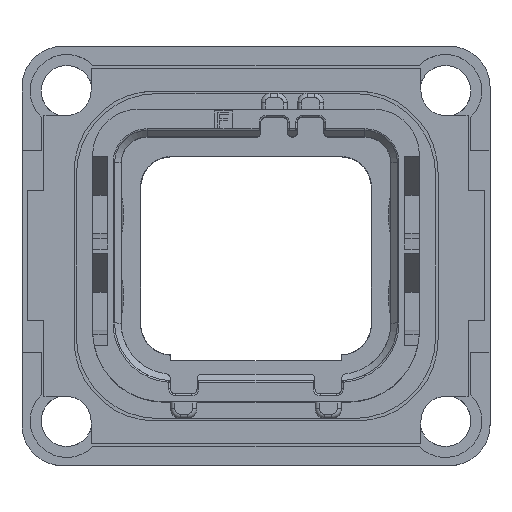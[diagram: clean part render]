
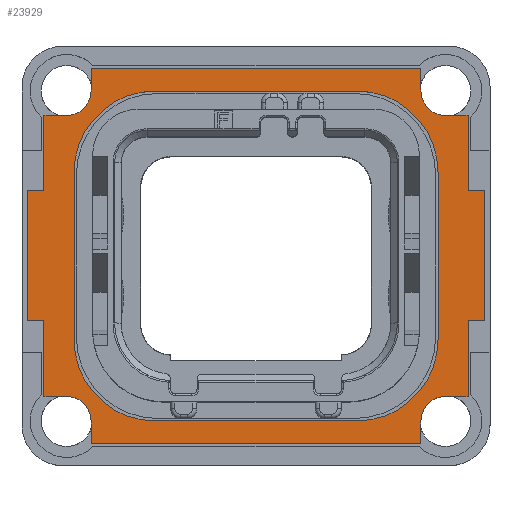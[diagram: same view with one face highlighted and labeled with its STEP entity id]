
A CAD part, top view. The second image highlights one B-rep face of the part: STEP entity #23929.
In plain terms, the highlighted planar face has unit normal (0, 0, 1).
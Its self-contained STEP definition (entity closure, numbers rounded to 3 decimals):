
#685=DIRECTION('',(0.,-1.,0.));
#686=VECTOR('',#685,4.65);
#687=CARTESIAN_POINT('',(-13.05,-4.,2.31));
#688=LINE('',#687,#686);
#689=DIRECTION('',(1.,0.,0.));
#690=VECTOR('',#689,1.);
#691=CARTESIAN_POINT('',(-14.05,-4.,2.31));
#692=LINE('',#691,#690);
#693=DIRECTION('',(0.,-1.,0.));
#694=VECTOR('',#693,8.);
#695=CARTESIAN_POINT('',(-14.05,4.,2.31));
#696=LINE('',#695,#694);
#697=DIRECTION('',(-1.,0.,0.));
#698=VECTOR('',#697,1.);
#699=CARTESIAN_POINT('',(-13.05,4.,2.31));
#700=LINE('',#699,#698);
#701=DIRECTION('',(0.,-1.,0.));
#702=VECTOR('',#701,4.65);
#703=CARTESIAN_POINT('',(-13.05,8.65,2.31));
#704=LINE('',#703,#702);
#705=DIRECTION('',(1.,0.,0.));
#706=VECTOR('',#705,1.4);
#707=CARTESIAN_POINT('',(-13.05,8.65,2.31));
#708=LINE('',#707,#706);
#709=CARTESIAN_POINT('',(-11.65,10.15,2.31));
#710=DIRECTION('',(0.,0.,1.));
#711=DIRECTION('',(0.,-1.,0.));
#712=AXIS2_PLACEMENT_3D('',#709,#710,#711);
#714=DIRECTION('',(0.,-1.,0.));
#715=VECTOR('',#714,1.4);
#716=CARTESIAN_POINT('',(-10.15,11.55,2.31));
#717=LINE('',#716,#715);
#718=DIRECTION('',(-1.,0.,0.));
#719=VECTOR('',#718,20.3);
#720=CARTESIAN_POINT('',(10.15,11.55,2.31));
#721=LINE('',#720,#719);
#722=DIRECTION('',(0.,-1.,0.));
#723=VECTOR('',#722,1.4);
#724=CARTESIAN_POINT('',(10.15,11.55,2.31));
#725=LINE('',#724,#723);
#726=CARTESIAN_POINT('',(11.65,10.15,2.31));
#727=DIRECTION('',(0.,0.,1.));
#728=DIRECTION('',(-1.,0.,0.));
#729=AXIS2_PLACEMENT_3D('',#726,#727,#728);
#731=DIRECTION('',(-1.,0.,0.));
#732=VECTOR('',#731,1.4);
#733=CARTESIAN_POINT('',(13.05,8.65,2.31));
#734=LINE('',#733,#732);
#735=DIRECTION('',(0.,1.,0.));
#736=VECTOR('',#735,4.65);
#737=CARTESIAN_POINT('',(13.05,4.,2.31));
#738=LINE('',#737,#736);
#739=DIRECTION('',(-1.,0.,0.));
#740=VECTOR('',#739,1.);
#741=CARTESIAN_POINT('',(14.05,4.,2.31));
#742=LINE('',#741,#740);
#743=DIRECTION('',(0.,1.,0.));
#744=VECTOR('',#743,8.);
#745=CARTESIAN_POINT('',(14.05,-4.,2.31));
#746=LINE('',#745,#744);
#747=DIRECTION('',(1.,0.,0.));
#748=VECTOR('',#747,1.);
#749=CARTESIAN_POINT('',(13.05,-4.,2.31));
#750=LINE('',#749,#748);
#751=DIRECTION('',(0.,1.,0.));
#752=VECTOR('',#751,4.65);
#753=CARTESIAN_POINT('',(13.05,-8.65,2.31));
#754=LINE('',#753,#752);
#755=DIRECTION('',(-1.,0.,0.));
#756=VECTOR('',#755,1.4);
#757=CARTESIAN_POINT('',(13.05,-8.65,2.31));
#758=LINE('',#757,#756);
#759=CARTESIAN_POINT('',(11.65,-10.15,2.31));
#760=DIRECTION('',(0.,0.,1.));
#761=DIRECTION('',(0.,1.,0.));
#762=AXIS2_PLACEMENT_3D('',#759,#760,#761);
#764=DIRECTION('',(0.,1.,0.));
#765=VECTOR('',#764,1.4);
#766=CARTESIAN_POINT('',(10.15,-11.55,2.31));
#767=LINE('',#766,#765);
#768=DIRECTION('',(1.,0.,0.));
#769=VECTOR('',#768,20.3);
#770=CARTESIAN_POINT('',(-10.15,-11.55,2.31));
#771=LINE('',#770,#769);
#772=DIRECTION('',(0.,1.,0.));
#773=VECTOR('',#772,1.4);
#774=CARTESIAN_POINT('',(-10.15,-11.55,2.31));
#775=LINE('',#774,#773);
#776=CARTESIAN_POINT('',(-11.65,-10.15,2.31));
#777=DIRECTION('',(0.,0.,1.));
#778=DIRECTION('',(1.,0.,0.));
#779=AXIS2_PLACEMENT_3D('',#776,#777,#778);
#781=DIRECTION('',(1.,0.,0.));
#782=VECTOR('',#781,1.4);
#783=CARTESIAN_POINT('',(-13.05,-8.65,2.31));
#784=LINE('',#783,#782);
#785=DIRECTION('',(0.,-1.,0.));
#786=VECTOR('',#785,10.3);
#787=CARTESIAN_POINT('',(11.2,5.15,2.31));
#788=LINE('',#787,#786);
#789=DIRECTION('',(1.,0.,0.));
#790=VECTOR('',#789,12.4);
#791=CARTESIAN_POINT('',(-6.2,10.15,2.31));
#792=LINE('',#791,#790);
#793=DIRECTION('',(0.,1.,0.));
#794=VECTOR('',#793,10.3);
#795=CARTESIAN_POINT('',(-11.2,-5.15,2.31));
#796=LINE('',#795,#794);
#797=DIRECTION('',(-1.,0.,0.));
#798=VECTOR('',#797,12.4);
#799=CARTESIAN_POINT('',(6.2,-10.15,2.31));
#800=LINE('',#799,#798);
#905=CARTESIAN_POINT('',(-6.2,-5.15,2.31));
#906=DIRECTION('',(0.,0.,-1.));
#907=DIRECTION('',(0.,-1.,0.));
#908=AXIS2_PLACEMENT_3D('',#905,#906,#907);
#918=CARTESIAN_POINT('',(6.2,-5.15,2.31));
#919=DIRECTION('',(0.,0.,-1.));
#920=DIRECTION('',(1.,0.,0.));
#921=AXIS2_PLACEMENT_3D('',#918,#919,#920);
#923=CARTESIAN_POINT('',(-6.2,5.15,2.31));
#924=DIRECTION('',(0.,0.,-1.));
#925=DIRECTION('',(-1.,0.,0.));
#926=AXIS2_PLACEMENT_3D('',#923,#924,#925);
#936=CARTESIAN_POINT('',(6.2,5.15,2.31));
#937=DIRECTION('',(0.,0.,-1.));
#938=DIRECTION('',(0.,1.,0.));
#939=AXIS2_PLACEMENT_3D('',#936,#937,#938);
#22724=CARTESIAN_POINT('',(-11.2,-5.15,2.31));
#22725=CARTESIAN_POINT('',(-11.2,5.15,2.31));
#22726=VERTEX_POINT('',#22724);
#22727=VERTEX_POINT('',#22725);
#22728=CARTESIAN_POINT('',(-6.2,10.15,2.31));
#22729=CARTESIAN_POINT('',(6.2,10.15,2.31));
#22730=VERTEX_POINT('',#22728);
#22731=VERTEX_POINT('',#22729);
#22732=CARTESIAN_POINT('',(11.2,5.15,2.31));
#22733=CARTESIAN_POINT('',(11.2,-5.15,2.31));
#22734=VERTEX_POINT('',#22732);
#22735=VERTEX_POINT('',#22733);
#22736=CARTESIAN_POINT('',(6.2,-10.15,2.31));
#22737=CARTESIAN_POINT('',(-6.2,-10.15,2.31));
#22738=VERTEX_POINT('',#22736);
#22739=VERTEX_POINT('',#22737);
#22756=CARTESIAN_POINT('',(10.15,10.15,2.31));
#22757=CARTESIAN_POINT('',(11.65,8.65,2.31));
#22758=VERTEX_POINT('',#22756);
#22759=VERTEX_POINT('',#22757);
#22760=CARTESIAN_POINT('',(13.05,8.65,2.31));
#22761=VERTEX_POINT('',#22760);
#22762=CARTESIAN_POINT('',(10.15,11.55,2.31));
#22763=VERTEX_POINT('',#22762);
#22764=CARTESIAN_POINT('',(11.65,-8.65,2.31));
#22765=CARTESIAN_POINT('',(10.15,-10.15,2.31));
#22766=VERTEX_POINT('',#22764);
#22767=VERTEX_POINT('',#22765);
#22768=CARTESIAN_POINT('',(10.15,-11.55,2.31));
#22769=VERTEX_POINT('',#22768);
#22770=CARTESIAN_POINT('',(13.05,-8.65,2.31));
#22771=VERTEX_POINT('',#22770);
#22772=CARTESIAN_POINT('',(-10.15,-10.15,2.31));
#22773=CARTESIAN_POINT('',(-11.65,-8.65,2.31));
#22774=VERTEX_POINT('',#22772);
#22775=VERTEX_POINT('',#22773);
#22776=CARTESIAN_POINT('',(-13.05,-8.65,2.31));
#22777=VERTEX_POINT('',#22776);
#22778=CARTESIAN_POINT('',(-10.15,-11.55,2.31));
#22779=VERTEX_POINT('',#22778);
#22780=CARTESIAN_POINT('',(-10.15,11.55,2.31));
#22781=CARTESIAN_POINT('',(-10.15,10.15,2.31));
#22782=VERTEX_POINT('',#22780);
#22783=VERTEX_POINT('',#22781);
#22784=CARTESIAN_POINT('',(-13.05,8.65,2.31));
#22785=CARTESIAN_POINT('',(-11.65,8.65,2.31));
#22786=VERTEX_POINT('',#22784);
#22787=VERTEX_POINT('',#22785);
#22788=CARTESIAN_POINT('',(14.05,-4.,2.31));
#22789=CARTESIAN_POINT('',(14.05,4.,2.31));
#22790=VERTEX_POINT('',#22788);
#22791=VERTEX_POINT('',#22789);
#22792=CARTESIAN_POINT('',(-14.05,4.,2.31));
#22793=CARTESIAN_POINT('',(-14.05,-4.,2.31));
#22794=VERTEX_POINT('',#22792);
#22795=VERTEX_POINT('',#22793);
#22796=CARTESIAN_POINT('',(13.05,-4.,2.31));
#22797=VERTEX_POINT('',#22796);
#22798=CARTESIAN_POINT('',(13.05,4.,2.31));
#22799=VERTEX_POINT('',#22798);
#22800=CARTESIAN_POINT('',(-13.05,4.,2.31));
#22801=VERTEX_POINT('',#22800);
#22802=CARTESIAN_POINT('',(-13.05,-4.,2.31));
#22803=VERTEX_POINT('',#22802);
#23876=CARTESIAN_POINT('',(0.,0.,2.31));
#23877=DIRECTION('',(0.,0.,1.));
#23878=DIRECTION('',(1.,0.,0.));
#23879=AXIS2_PLACEMENT_3D('',#23876,#23877,#23878);
#23880=PLANE('',#23879);
#23881=ORIENTED_EDGE('',*,*,#23500,.F.);
#23882=ORIENTED_EDGE('',*,*,#23514,.F.);
#23883=ORIENTED_EDGE('',*,*,#23528,.F.);
#23884=ORIENTED_EDGE('',*,*,#23542,.F.);
#23885=ORIENTED_EDGE('',*,*,#23556,.F.);
#23886=ORIENTED_EDGE('',*,*,#23572,.T.);
#23888=ORIENTED_EDGE('',*,*,#23887,.T.);
#23889=ORIENTED_EDGE('',*,*,#23631,.F.);
#23890=ORIENTED_EDGE('',*,*,#23647,.F.);
#23891=ORIENTED_EDGE('',*,*,#23663,.T.);
#23893=ORIENTED_EDGE('',*,*,#23892,.T.);
#23894=ORIENTED_EDGE('',*,*,#23722,.F.);
#23895=ORIENTED_EDGE('',*,*,#23738,.F.);
#23896=ORIENTED_EDGE('',*,*,#23752,.F.);
#23897=ORIENTED_EDGE('',*,*,#23766,.F.);
#23898=ORIENTED_EDGE('',*,*,#23780,.F.);
#23899=ORIENTED_EDGE('',*,*,#23794,.F.);
#23900=ORIENTED_EDGE('',*,*,#23810,.T.);
#23902=ORIENTED_EDGE('',*,*,#23901,.T.);
#23903=ORIENTED_EDGE('',*,*,#23868,.F.);
#23904=ORIENTED_EDGE('',*,*,#23408,.F.);
#23905=ORIENTED_EDGE('',*,*,#23425,.T.);
#23907=ORIENTED_EDGE('',*,*,#23906,.T.);
#23908=ORIENTED_EDGE('',*,*,#23484,.F.);
#23909=EDGE_LOOP('',(#23881,#23882,#23883,#23884,#23885,#23886,#23888,#23889,
#23890,#23891,#23893,#23894,#23895,#23896,#23897,#23898,#23899,#23900,#23902,
#23903,#23904,#23905,#23907,#23908));
#23910=FACE_OUTER_BOUND('',#23909,.F.);
#23912=ORIENTED_EDGE('',*,*,#23911,.F.);
#23914=ORIENTED_EDGE('',*,*,#23913,.F.);
#23916=ORIENTED_EDGE('',*,*,#23915,.F.);
#23918=ORIENTED_EDGE('',*,*,#23917,.F.);
#23920=ORIENTED_EDGE('',*,*,#23919,.F.);
#23922=ORIENTED_EDGE('',*,*,#23921,.F.);
#23924=ORIENTED_EDGE('',*,*,#23923,.F.);
#23926=ORIENTED_EDGE('',*,*,#23925,.F.);
#23927=EDGE_LOOP('',(#23912,#23914,#23916,#23918,#23920,#23922,#23924,#23926));
#23928=FACE_BOUND('',#23927,.F.);
#23929=ADVANCED_FACE('',(#23910,#23928),#23880,.T.);
#713=CIRCLE('',#712,1.5);
#730=CIRCLE('',#729,1.5);
#763=CIRCLE('',#762,1.5);
#780=CIRCLE('',#779,1.5);
#909=CIRCLE('',#908,5.);
#922=CIRCLE('',#921,5.);
#927=CIRCLE('',#926,5.);
#940=CIRCLE('',#939,5.);
#23408=EDGE_CURVE('',#22779,#22769,#771,.T.);
#23425=EDGE_CURVE('',#22779,#22774,#775,.T.);
#23484=EDGE_CURVE('',#22777,#22775,#784,.T.);
#23500=EDGE_CURVE('',#22803,#22777,#688,.T.);
#23514=EDGE_CURVE('',#22795,#22803,#692,.T.);
#23528=EDGE_CURVE('',#22794,#22795,#696,.T.);
#23542=EDGE_CURVE('',#22801,#22794,#700,.T.);
#23556=EDGE_CURVE('',#22786,#22801,#704,.T.);
#23572=EDGE_CURVE('',#22786,#22787,#708,.T.);
#23631=EDGE_CURVE('',#22782,#22783,#717,.T.);
#23647=EDGE_CURVE('',#22763,#22782,#721,.T.);
#23663=EDGE_CURVE('',#22763,#22758,#725,.T.);
#23722=EDGE_CURVE('',#22761,#22759,#734,.T.);
#23738=EDGE_CURVE('',#22799,#22761,#738,.T.);
#23752=EDGE_CURVE('',#22791,#22799,#742,.T.);
#23766=EDGE_CURVE('',#22790,#22791,#746,.T.);
#23780=EDGE_CURVE('',#22797,#22790,#750,.T.);
#23794=EDGE_CURVE('',#22771,#22797,#754,.T.);
#23810=EDGE_CURVE('',#22771,#22766,#758,.T.);
#23868=EDGE_CURVE('',#22769,#22767,#767,.T.);
#23887=EDGE_CURVE('',#22787,#22783,#713,.T.);
#23892=EDGE_CURVE('',#22758,#22759,#730,.T.);
#23901=EDGE_CURVE('',#22766,#22767,#763,.T.);
#23906=EDGE_CURVE('',#22774,#22775,#780,.T.);
#23911=EDGE_CURVE('',#22734,#22735,#788,.T.);
#23913=EDGE_CURVE('',#22731,#22734,#940,.T.);
#23915=EDGE_CURVE('',#22730,#22731,#792,.T.);
#23917=EDGE_CURVE('',#22727,#22730,#927,.T.);
#23919=EDGE_CURVE('',#22726,#22727,#796,.T.);
#23921=EDGE_CURVE('',#22739,#22726,#909,.T.);
#23923=EDGE_CURVE('',#22738,#22739,#800,.T.);
#23925=EDGE_CURVE('',#22735,#22738,#922,.T.);
